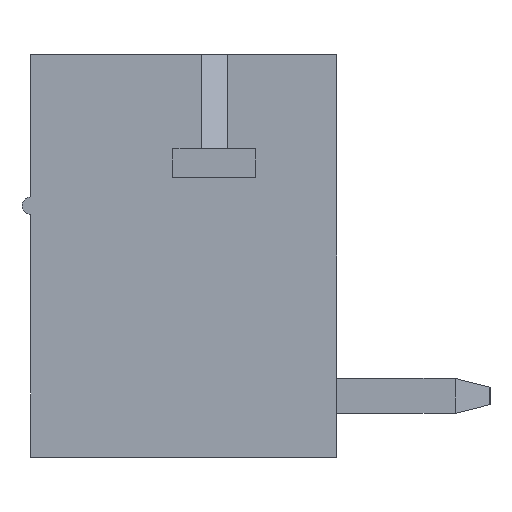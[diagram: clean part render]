
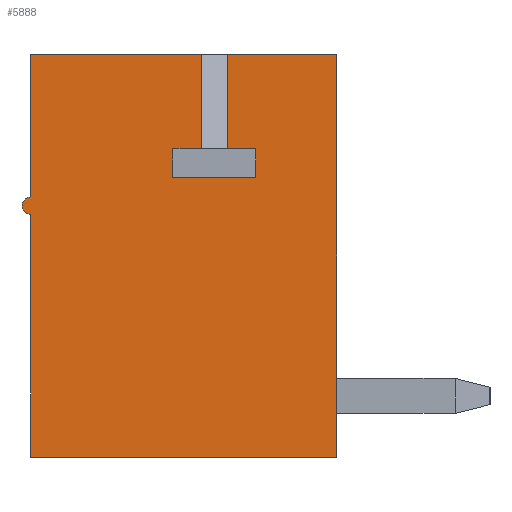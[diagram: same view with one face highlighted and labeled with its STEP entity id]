
A CAD part, left-side view. The second image highlights one B-rep face of the part: STEP entity #5888.
In plain terms, the highlighted planar face has unit normal (-1, 0, 0).
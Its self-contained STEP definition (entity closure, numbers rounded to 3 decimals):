
#95=CIRCLE('',#6248,0.2);
#618=ORIENTED_EDGE('',*,*,#2262,.T.);
#619=ORIENTED_EDGE('',*,*,#1932,.T.);
#620=ORIENTED_EDGE('',*,*,#1929,.F.);
#621=ORIENTED_EDGE('',*,*,#2263,.T.);
#622=ORIENTED_EDGE('',*,*,#2264,.T.);
#623=ORIENTED_EDGE('',*,*,#2265,.T.);
#624=ORIENTED_EDGE('',*,*,#2245,.F.);
#625=ORIENTED_EDGE('',*,*,#2239,.F.);
#626=ORIENTED_EDGE('',*,*,#1923,.F.);
#627=ORIENTED_EDGE('',*,*,#1933,.T.);
#628=ORIENTED_EDGE('',*,*,#2266,.T.);
#629=ORIENTED_EDGE('',*,*,#2267,.T.);
#630=ORIENTED_EDGE('',*,*,#2268,.T.);
#631=ORIENTED_EDGE('',*,*,#2269,.T.);
#1923=EDGE_CURVE('',#2780,#2781,#3346,.T.);
#1929=EDGE_CURVE('',#2786,#2779,#3352,.T.);
#1932=EDGE_CURVE('',#2788,#2779,#3355,.T.);
#1933=EDGE_CURVE('',#2780,#2789,#3356,.T.);
#2239=EDGE_CURVE('',#2781,#3030,#3643,.T.);
#2245=EDGE_CURVE('',#3030,#3034,#3649,.T.);
#2262=EDGE_CURVE('',#3045,#2788,#3666,.T.);
#2263=EDGE_CURVE('',#2786,#3046,#3667,.T.);
#2264=EDGE_CURVE('',#3046,#3047,#95,.F.);
#2265=EDGE_CURVE('',#3047,#3034,#3668,.T.);
#2266=EDGE_CURVE('',#2789,#3048,#3669,.T.);
#2267=EDGE_CURVE('',#3048,#3049,#3670,.T.);
#2268=EDGE_CURVE('',#3049,#3050,#3671,.T.);
#2269=EDGE_CURVE('',#3050,#3045,#3672,.T.);
#2779=VERTEX_POINT('',#8256);
#2780=VERTEX_POINT('',#8257);
#2781=VERTEX_POINT('',#8259);
#2786=VERTEX_POINT('',#8269);
#2788=VERTEX_POINT('',#8274);
#2789=VERTEX_POINT('',#8279);
#3030=VERTEX_POINT('',#8868);
#3034=VERTEX_POINT('',#8879);
#3045=VERTEX_POINT('',#8908);
#3046=VERTEX_POINT('',#8910);
#3047=VERTEX_POINT('',#8912);
#3048=VERTEX_POINT('',#8915);
#3049=VERTEX_POINT('',#8917);
#3050=VERTEX_POINT('',#8919);
#3346=LINE('',#8258,#4157);
#3352=LINE('',#8270,#4163);
#3355=LINE('',#8276,#4166);
#3356=LINE('',#8278,#4167);
#3643=LINE('',#8867,#4454);
#3649=LINE('',#8878,#4460);
#3666=LINE('',#8907,#4477);
#3667=LINE('',#8909,#4478);
#3668=LINE('',#8913,#4479);
#3669=LINE('',#8914,#4480);
#3670=LINE('',#8916,#4481);
#3671=LINE('',#8918,#4482);
#3672=LINE('',#8920,#4483);
#4157=VECTOR('',#6639,1000.);
#4163=VECTOR('',#6645,1000.);
#4166=VECTOR('',#6650,1000.);
#4167=VECTOR('',#6653,1000.);
#4454=VECTOR('',#7062,1000.);
#4460=VECTOR('',#7070,1000.);
#4477=VECTOR('',#7089,1000.);
#4478=VECTOR('',#7090,1000.);
#4479=VECTOR('',#7093,1000.);
#4480=VECTOR('',#7094,1000.);
#4481=VECTOR('',#7095,1000.);
#4482=VECTOR('',#7096,1000.);
#4483=VECTOR('',#7097,1000.);
#4933=EDGE_LOOP('',(#618,#619,#620,#621,#622,#623,#624,#625,#626,#627,#628,
#629,#630,#631));
#5270=FACE_BOUND('',#4933,.T.);
#5595=PLANE('',#6247);
#5888=ADVANCED_FACE('',(#5270),#5595,.F.);
#6247=AXIS2_PLACEMENT_3D('',#8906,#7087,#7088);
#6248=AXIS2_PLACEMENT_3D('',#8911,#7091,#7092);
#6639=DIRECTION('',(0.,-1.,0.));
#6645=DIRECTION('',(0.,-1.,0.));
#6650=DIRECTION('',(0.,0.,1.));
#6653=DIRECTION('',(0.,0.,-1.));
#7062=DIRECTION('',(0.,0.,-1.));
#7070=DIRECTION('',(0.,1.,0.));
#7087=DIRECTION('',(1.,0.,0.));
#7088=DIRECTION('',(0.,0.,-1.));
#7089=DIRECTION('',(0.,-1.,0.));
#7090=DIRECTION('',(0.,0.,-1.));
#7091=DIRECTION('',(1.,0.,0.));
#7092=DIRECTION('',(0.,0.,-1.));
#7093=DIRECTION('',(0.,0.,-1.));
#7094=DIRECTION('',(0.,-1.,0.));
#7095=DIRECTION('',(0.,0.,-1.));
#7096=DIRECTION('',(0.,1.,0.));
#7097=DIRECTION('',(0.,0.,1.));
#8256=CARTESIAN_POINT('',(-11.05,-0.5,4.6));
#8257=CARTESIAN_POINT('',(-11.05,-1.1,4.6));
#8258=CARTESIAN_POINT('',(-11.05,3.6,4.6));
#8259=CARTESIAN_POINT('',(-11.05,-3.6,4.6));
#8269=CARTESIAN_POINT('',(-11.05,3.4,4.6));
#8270=CARTESIAN_POINT('',(-11.05,3.6,4.6));
#8274=CARTESIAN_POINT('',(-11.05,-0.5,2.45));
#8276=CARTESIAN_POINT('',(-11.05,-0.5,2.45));
#8278=CARTESIAN_POINT('',(-11.05,-1.1,4.6));
#8279=CARTESIAN_POINT('',(-11.05,-1.1,2.45));
#8867=CARTESIAN_POINT('',(-11.05,-3.6,4.6));
#8868=CARTESIAN_POINT('',(-11.05,-3.6,-4.6));
#8878=CARTESIAN_POINT('',(-11.05,-3.6,-4.6));
#8879=CARTESIAN_POINT('',(-11.05,3.4,-4.6));
#8906=CARTESIAN_POINT('',(-11.05,0.,0.));
#8907=CARTESIAN_POINT('',(-11.05,0.15,2.45));
#8908=CARTESIAN_POINT('',(-11.05,0.15,2.45));
#8909=CARTESIAN_POINT('',(-11.05,3.4,0.));
#8910=CARTESIAN_POINT('',(-11.05,3.4,1.35));
#8911=CARTESIAN_POINT('',(-11.05,3.4,1.15));
#8912=CARTESIAN_POINT('',(-11.05,3.4,0.95));
#8913=CARTESIAN_POINT('',(-11.05,3.4,0.));
#8914=CARTESIAN_POINT('',(-11.05,-1.1,2.45));
#8915=CARTESIAN_POINT('',(-11.05,-1.75,2.45));
#8916=CARTESIAN_POINT('',(-11.05,-1.75,2.45));
#8917=CARTESIAN_POINT('',(-11.05,-1.75,1.8));
#8918=CARTESIAN_POINT('',(-11.05,-1.75,1.8));
#8919=CARTESIAN_POINT('',(-11.05,0.15,1.8));
#8920=CARTESIAN_POINT('',(-11.05,0.15,1.8));
